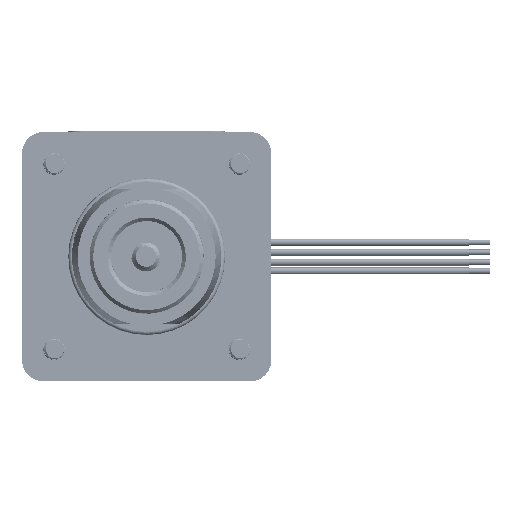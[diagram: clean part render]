
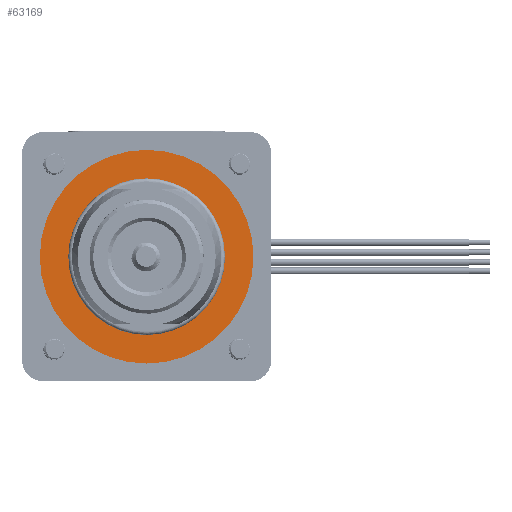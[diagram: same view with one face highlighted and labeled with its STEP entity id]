
A CAD part, front view. The second image highlights one B-rep face of the part: STEP entity #63169.
In plain terms, the highlighted face is planar.
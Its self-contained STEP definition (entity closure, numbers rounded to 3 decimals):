
#2861 = CARTESIAN_POINT ( 'NONE',  ( 0., 0., 2.1 ) ) ;
#6292 = ORIENTED_EDGE ( 'NONE', *, *, #17391, .F. ) ;
#11666 = DIRECTION ( 'NONE',  ( 0., 0., -1. ) ) ;
#12106 = CARTESIAN_POINT ( 'NONE',  ( 0., 0., 2.1 ) ) ;
#12956 = FACE_BOUND ( 'NONE', #84847, .T. ) ;
#17391 = EDGE_CURVE ( 'NONE', #35146, #30895, #75205, .T. ) ;
#18694 = FACE_OUTER_BOUND ( 'NONE', #28093, .T. ) ;
#19100 = ORIENTED_EDGE ( 'NONE', *, *, #81790, .T. ) ;
#23814 = EDGE_CURVE ( 'NONE', #62769, #31587, #68334, .T. ) ;
#25163 = DIRECTION ( 'NONE',  ( -1., 0., 0. ) ) ;
#25447 = ORIENTED_EDGE ( 'NONE', *, *, #23814, .T. ) ;
#28093 = EDGE_LOOP ( 'NONE', ( #25447, #19100 ) ) ;
#30895 = VERTEX_POINT ( 'NONE', #86047 ) ;
#31525 = AXIS2_PLACEMENT_3D ( 'NONE', #72762, #39287, #86414 ) ;
#31587 = VERTEX_POINT ( 'NONE', #34435 ) ;
#34435 = CARTESIAN_POINT ( 'NONE',  ( 15., 0., 2.1 ) ) ;
#35146 = VERTEX_POINT ( 'NONE', #77728 ) ;
#38351 = CARTESIAN_POINT ( 'NONE',  ( 0., 0., 2.1 ) ) ;
#38792 = DIRECTION ( 'NONE',  ( 0., 0., -1. ) ) ;
#39287 = DIRECTION ( 'NONE',  ( 0., 0., -1. ) ) ;
#45823 = AXIS2_PLACEMENT_3D ( 'NONE', #2861, #81670, #49933 ) ;
#46815 = PLANE ( 'NONE',  #85395 ) ;
#49933 = DIRECTION ( 'NONE',  ( -1., 0., 0. ) ) ;
#57148 = ORIENTED_EDGE ( 'NONE', *, *, #77248, .F. ) ;
#58271 = CIRCLE ( 'NONE', #72297, 15. ) ;
#58900 = DIRECTION ( 'NONE',  ( 0., 0., -1. ) ) ;
#62769 = VERTEX_POINT ( 'NONE', #66316 ) ;
#63169 = ADVANCED_FACE ( 'NONE', ( #12956, #18694 ), #46815, .T. ) ;
#66316 = CARTESIAN_POINT ( 'NONE',  ( -15., 0., 2.1 ) ) ;
#68334 = CIRCLE ( 'NONE', #45823, 15. ) ;
#71022 = AXIS2_PLACEMENT_3D ( 'NONE', #38351, #38792, #25163 ) ;
#72297 = AXIS2_PLACEMENT_3D ( 'NONE', #78288, #58900, #79581 ) ;
#72762 = CARTESIAN_POINT ( 'NONE',  ( 0., 0., 2.1 ) ) ;
#73702 = DIRECTION ( 'NONE',  ( 0., -1., 0. ) ) ;
#75205 = CIRCLE ( 'NONE', #71022, 11. ) ;
#77248 = EDGE_CURVE ( 'NONE', #30895, #35146, #84954, .T. ) ;
#77728 = CARTESIAN_POINT ( 'NONE',  ( 11., 0., 2.1 ) ) ;
#78288 = CARTESIAN_POINT ( 'NONE',  ( 0., 0., 2.1 ) ) ;
#79581 = DIRECTION ( 'NONE',  ( -1., 0., 0. ) ) ;
#81670 = DIRECTION ( 'NONE',  ( 0., 0., -1. ) ) ;
#81790 = EDGE_CURVE ( 'NONE', #31587, #62769, #58271, .T. ) ;
#84847 = EDGE_LOOP ( 'NONE', ( #57148, #6292 ) ) ;
#84954 = CIRCLE ( 'NONE', #31525, 11. ) ;
#85395 = AXIS2_PLACEMENT_3D ( 'NONE', #12106, #11666, #73702 ) ;
#86047 = CARTESIAN_POINT ( 'NONE',  ( -11., 0., 2.1 ) ) ;
#86414 = DIRECTION ( 'NONE',  ( -1., 0., 0. ) ) ;
